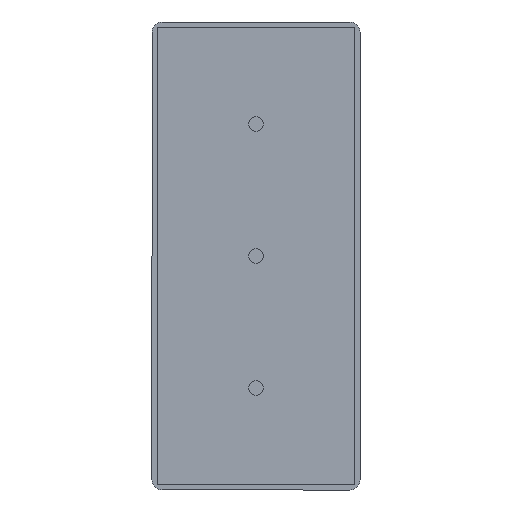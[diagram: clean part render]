
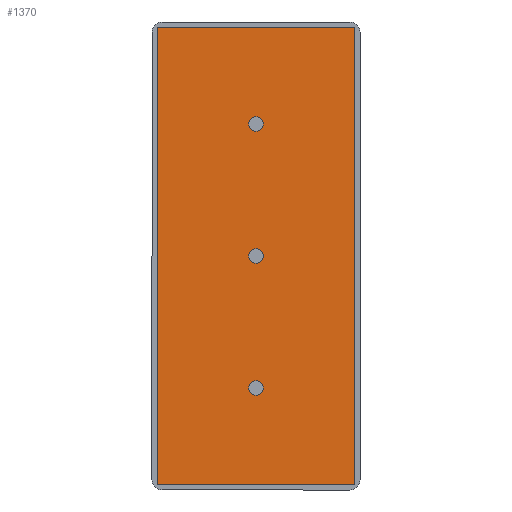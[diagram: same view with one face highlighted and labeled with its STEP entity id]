
A CAD part, front view. The second image highlights one B-rep face of the part: STEP entity #1370.
In plain terms, the highlighted planar face has unit normal (0, -1, 0).
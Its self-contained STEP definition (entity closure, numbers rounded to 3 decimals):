
#27 = DIRECTION ( 'NONE',  ( 0., 0., 1. ) ) ;
#35 = EDGE_LOOP ( 'NONE', ( #318, #1334, #338, #1528 ) ) ;
#55 = PLANE ( 'NONE',  #259 ) ;
#75 = LINE ( 'NONE', #812, #459 ) ;
#76 = EDGE_CURVE ( 'NONE', #1258, #360, #734, .T. ) ;
#77 = ORIENTED_EDGE ( 'NONE', *, *, #76, .F. ) ;
#85 = CIRCLE ( 'NONE', #134, 0.14 ) ;
#134 = AXIS2_PLACEMENT_3D ( 'NONE', #1201, #1210, #27 ) ;
#152 = CARTESIAN_POINT ( 'NONE',  ( 0., 0., 0. ) ) ;
#160 = EDGE_CURVE ( 'NONE', #420, #443, #940, .T. ) ;
#235 = AXIS2_PLACEMENT_3D ( 'NONE', #1476, #1311, #1458 ) ;
#259 = AXIS2_PLACEMENT_3D ( 'NONE', #898, #750, #1133 ) ;
#313 = VERTEX_POINT ( 'NONE', #395 ) ;
#317 = CARTESIAN_POINT ( 'NONE',  ( 0., 0., -2.54 ) ) ;
#318 = ORIENTED_EDGE ( 'NONE', *, *, #1078, .F. ) ;
#319 = EDGE_CURVE ( 'NONE', #360, #1258, #1269, .T. ) ;
#324 = DIRECTION ( 'NONE',  ( 0., 0., 1. ) ) ;
#338 = ORIENTED_EDGE ( 'NONE', *, *, #880, .F. ) ;
#349 = DIRECTION ( 'NONE',  ( 0., -1., 0. ) ) ;
#360 = VERTEX_POINT ( 'NONE', #1260 ) ;
#372 = EDGE_LOOP ( 'NONE', ( #515, #77 ) ) ;
#379 = EDGE_LOOP ( 'NONE', ( #1541, #1535 ) ) ;
#384 = DIRECTION ( 'NONE',  ( 0., 0., 1. ) ) ;
#388 = VERTEX_POINT ( 'NONE', #1137 ) ;
#395 = CARTESIAN_POINT ( 'NONE',  ( -1.9, 0., -4.4 ) ) ;
#420 = VERTEX_POINT ( 'NONE', #544 ) ;
#427 = CARTESIAN_POINT ( 'NONE',  ( 0., 0., -2.54 ) ) ;
#434 = CIRCLE ( 'NONE', #235, 0.14 ) ;
#443 = VERTEX_POINT ( 'NONE', #1313 ) ;
#459 = VECTOR ( 'NONE', #546, 1000. ) ;
#474 = DIRECTION ( 'NONE',  ( 0., 0., 1. ) ) ;
#492 = CARTESIAN_POINT ( 'NONE',  ( -1.9, 0., 4.4 ) ) ;
#515 = ORIENTED_EDGE ( 'NONE', *, *, #319, .F. ) ;
#517 = CARTESIAN_POINT ( 'NONE',  ( 0., 0., 0.14 ) ) ;
#519 = FACE_BOUND ( 'NONE', #1018, .T. ) ;
#528 = CARTESIAN_POINT ( 'NONE',  ( -1.9, 0., -4.4 ) ) ;
#544 = CARTESIAN_POINT ( 'NONE',  ( 0., 0., 2.4 ) ) ;
#546 = DIRECTION ( 'NONE',  ( 0., 0., -1. ) ) ;
#577 = CIRCLE ( 'NONE', #1245, 0.14 ) ;
#632 = FACE_BOUND ( 'NONE', #372, .T. ) ;
#666 = VERTEX_POINT ( 'NONE', #970 ) ;
#694 = DIRECTION ( 'NONE',  ( 0., -1., 0. ) ) ;
#722 = CARTESIAN_POINT ( 'NONE',  ( 0., 0., -2.68 ) ) ;
#727 = VERTEX_POINT ( 'NONE', #1217 ) ;
#732 = LINE ( 'NONE', #492, #1037 ) ;
#734 = CIRCLE ( 'NONE', #1035, 0.14 ) ;
#745 = CARTESIAN_POINT ( 'NONE',  ( -1.9, 0., -4.4 ) ) ;
#750 = DIRECTION ( 'NONE',  ( 0., 1., 0. ) ) ;
#756 = VECTOR ( 'NONE', #865, 1000. ) ;
#784 = AXIS2_PLACEMENT_3D ( 'NONE', #427, #694, #474 ) ;
#812 = CARTESIAN_POINT ( 'NONE',  ( 1.9, 0., -4.4 ) ) ;
#865 = DIRECTION ( 'NONE',  ( 0., 0., 1. ) ) ;
#872 = LINE ( 'NONE', #745, #1447 ) ;
#880 = EDGE_CURVE ( 'NONE', #666, #1343, #75, .T. ) ;
#898 = CARTESIAN_POINT ( 'NONE',  ( 0., 0., 0. ) ) ;
#940 = CIRCLE ( 'NONE', #1546, 0.14 ) ;
#944 = DIRECTION ( 'NONE',  ( 1., 0., 0. ) ) ;
#950 = ORIENTED_EDGE ( 'NONE', *, *, #160, .F. ) ;
#970 = CARTESIAN_POINT ( 'NONE',  ( 1.9, 0., 4.4 ) ) ;
#988 = DIRECTION ( 'NONE',  ( -1., 0., 0. ) ) ;
#999 = DIRECTION ( 'NONE',  ( 0., -1., 0. ) ) ;
#1018 = EDGE_LOOP ( 'NONE', ( #1292, #950 ) ) ;
#1035 = AXIS2_PLACEMENT_3D ( 'NONE', #317, #1044, #324 ) ;
#1037 = VECTOR ( 'NONE', #944, 1000. ) ;
#1044 = DIRECTION ( 'NONE',  ( 0., -1., 0. ) ) ;
#1078 = EDGE_CURVE ( 'NONE', #313, #388, #1117, .T. ) ;
#1094 = VERTEX_POINT ( 'NONE', #517 ) ;
#1117 = LINE ( 'NONE', #528, #756 ) ;
#1133 = DIRECTION ( 'NONE',  ( 0., 0., 1. ) ) ;
#1137 = CARTESIAN_POINT ( 'NONE',  ( -1.9, 0., 4.4 ) ) ;
#1144 = FACE_BOUND ( 'NONE', #379, .T. ) ;
#1201 = CARTESIAN_POINT ( 'NONE',  ( 0., 0., 0. ) ) ;
#1203 = CARTESIAN_POINT ( 'NONE',  ( 0., 0., 2.54 ) ) ;
#1210 = DIRECTION ( 'NONE',  ( 0., -1., 0. ) ) ;
#1217 = CARTESIAN_POINT ( 'NONE',  ( 0., 0., -0.14 ) ) ;
#1245 = AXIS2_PLACEMENT_3D ( 'NONE', #152, #999, #384 ) ;
#1258 = VERTEX_POINT ( 'NONE', #722 ) ;
#1260 = CARTESIAN_POINT ( 'NONE',  ( 0., 0., -2.4 ) ) ;
#1268 = EDGE_CURVE ( 'NONE', #1094, #727, #85, .T. ) ;
#1269 = CIRCLE ( 'NONE', #784, 0.14 ) ;
#1292 = ORIENTED_EDGE ( 'NONE', *, *, #1548, .F. ) ;
#1311 = DIRECTION ( 'NONE',  ( 0., -1., 0. ) ) ;
#1313 = CARTESIAN_POINT ( 'NONE',  ( 0., 0., 2.68 ) ) ;
#1334 = ORIENTED_EDGE ( 'NONE', *, *, #1531, .F. ) ;
#1343 = VERTEX_POINT ( 'NONE', #1509 ) ;
#1370 = ADVANCED_FACE ( 'NONE', ( #632, #1144, #519, #1488 ), #55, .F. ) ;
#1395 = EDGE_CURVE ( 'NONE', #727, #1094, #577, .T. ) ;
#1447 = VECTOR ( 'NONE', #988, 1000. ) ;
#1458 = DIRECTION ( 'NONE',  ( 0., 0., 1. ) ) ;
#1476 = CARTESIAN_POINT ( 'NONE',  ( 0., 0., 2.54 ) ) ;
#1488 = FACE_OUTER_BOUND ( 'NONE', #35, .T. ) ;
#1509 = CARTESIAN_POINT ( 'NONE',  ( 1.9, 0., -4.4 ) ) ;
#1510 = EDGE_CURVE ( 'NONE', #388, #666, #732, .T. ) ;
#1528 = ORIENTED_EDGE ( 'NONE', *, *, #1510, .F. ) ;
#1531 = EDGE_CURVE ( 'NONE', #1343, #313, #872, .T. ) ;
#1535 = ORIENTED_EDGE ( 'NONE', *, *, #1395, .F. ) ;
#1541 = ORIENTED_EDGE ( 'NONE', *, *, #1268, .F. ) ;
#1546 = AXIS2_PLACEMENT_3D ( 'NONE', #1203, #349, #1552 ) ;
#1548 = EDGE_CURVE ( 'NONE', #443, #420, #434, .T. ) ;
#1552 = DIRECTION ( 'NONE',  ( 0., 0., 1. ) ) ;
